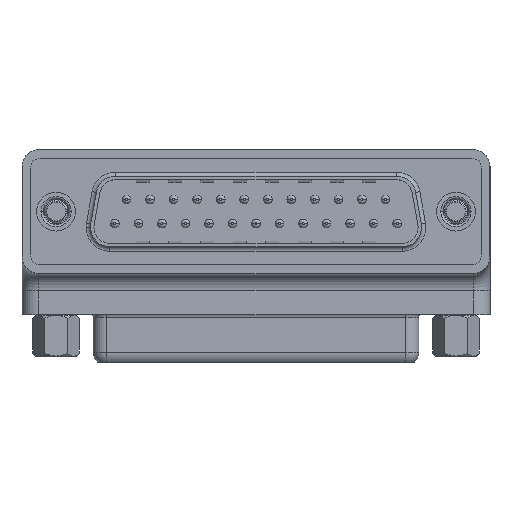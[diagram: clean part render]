
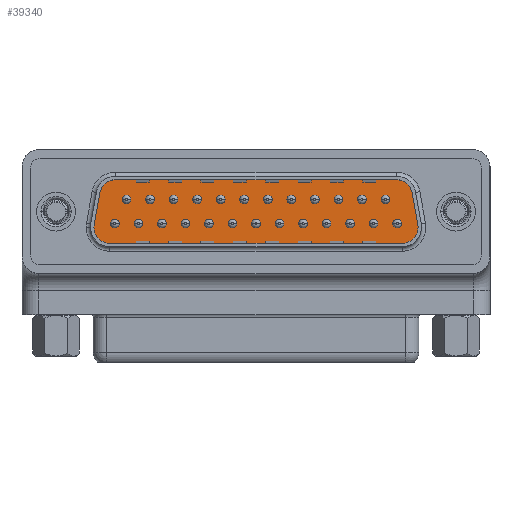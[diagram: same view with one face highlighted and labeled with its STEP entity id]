
A CAD part, top view. The second image highlights one B-rep face of the part: STEP entity #39340.
In plain terms, the highlighted planar face has unit normal (0, 0, 1).
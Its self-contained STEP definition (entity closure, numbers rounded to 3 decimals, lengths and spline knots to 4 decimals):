
#1375 = LINE ( 'NONE', #86415, #1382 ) ;
#1380 = CIRCLE ( 'NONE', #100928, 0.09 ) ;
#1382 = VECTOR ( 'NONE', #86413, 39.3701 ) ;
#1383 = LINE ( 'NONE', #86447, #1386 ) ;
#1386 = VECTOR ( 'NONE', #86450, 39.3701 ) ;
#1388 = CIRCLE ( 'NONE', #100932, 0.09 ) ;
#1393 = LINE ( 'NONE', #86478, #1396 ) ;
#1396 = VECTOR ( 'NONE', #86480, 39.3701 ) ;
#1398 = CIRCLE ( 'NONE', #100936, 0.09 ) ;
#1401 = LINE ( 'NONE', #86504, #1404 ) ;
#1404 = VECTOR ( 'NONE', #86506, 39.3701 ) ;
#1405 = CIRCLE ( 'NONE', #100940, 0.09 ) ;
#29583 = ORIENTED_EDGE ( 'NONE', *, *, #31237, .T. ) ;
#29584 = ORIENTED_EDGE ( 'NONE', *, *, #49491, .T. ) ;
#29585 = ORIENTED_EDGE ( 'NONE', *, *, #49447, .T. ) ;
#29586 = ORIENTED_EDGE ( 'NONE', *, *, #49455, .T. ) ;
#29587 = ORIENTED_EDGE ( 'NONE', *, *, #49461, .T. ) ;
#29588 = ORIENTED_EDGE ( 'NONE', *, *, #49469, .T. ) ;
#29589 = ORIENTED_EDGE ( 'NONE', *, *, #49476, .T. ) ;
#29590 = ORIENTED_EDGE ( 'NONE', *, *, #49483, .T. ) ;
#29591 = ORIENTED_EDGE ( 'NONE', *, *, #49487, .T. ) ;
#31237 = EDGE_CURVE ( 'NONE', #45933, #45931, #50534, .T. ) ;
#38489 = EDGE_LOOP ( 'NONE', ( #29583, #29584, #29585, #29586, #29587, #29588, #29589, #29590, #29591 ) ) ;
#39340 = ADVANCED_FACE ( 'NONE', ( #42124 ), #43794, .T. ) ;
#42124 = FACE_OUTER_BOUND ( 'NONE', #38489, .T. ) ;
#43783 = CARTESIAN_POINT ( 'NONE',  ( 0.7015, 0.097, -0.016 ) ) ;
#43794 = PLANE ( 'NONE',  #78574 ) ;
#43799 = DIRECTION ( 'NONE',  ( 0., 0., 1. ) ) ;
#43801 = DIRECTION ( 'NONE',  ( 1., 0., 0. ) ) ;
#45853 = VERTEX_POINT ( 'NONE', #86121 ) ;
#45857 = VERTEX_POINT ( 'NONE', #86125 ) ;
#45861 = VERTEX_POINT ( 'NONE', #86129 ) ;
#45865 = VERTEX_POINT ( 'NONE', #86133 ) ;
#45871 = VERTEX_POINT ( 'NONE', #86138 ) ;
#45891 = VERTEX_POINT ( 'NONE', #86155 ) ;
#45893 = VERTEX_POINT ( 'NONE', #86157 ) ;
#45931 = VERTEX_POINT ( 'NONE', #86192 ) ;
#45933 = VERTEX_POINT ( 'NONE', #86193 ) ;
#49447 = EDGE_CURVE ( 'NONE', #45893, #45871, #1375, .T. ) ;
#49455 = EDGE_CURVE ( 'NONE', #45871, #45891, #1380, .T. ) ;
#49461 = EDGE_CURVE ( 'NONE', #45891, #45865, #1383, .T. ) ;
#49469 = EDGE_CURVE ( 'NONE', #45865, #45861, #1388, .T. ) ;
#49476 = EDGE_CURVE ( 'NONE', #45861, #45857, #1393, .T. ) ;
#49483 = EDGE_CURVE ( 'NONE', #45857, #45853, #1398, .T. ) ;
#49487 = EDGE_CURVE ( 'NONE', #45853, #45933, #1401, .T. ) ;
#49491 = EDGE_CURVE ( 'NONE', #45931, #45893, #1405, .T. ) ;
#50534 = CIRCLE ( 'NONE', #69251, 0.09 ) ;
#69251 = AXIS2_PLACEMENT_3D ( 'NONE', #111963, #111964, #111965 ) ;
#78574 = AXIS2_PLACEMENT_3D ( 'NONE', #43783, #43799, #43801 ) ;
#86121 = CARTESIAN_POINT ( 'NONE',  ( 0.7668, -0.1216, -0.016 ) ) ;
#86125 = CARTESIAN_POINT ( 'NONE',  ( 0.6781, -0.196, -0.016 ) ) ;
#86129 = CARTESIAN_POINT ( 'NONE',  ( -0.6781, -0.196, -0.016 ) ) ;
#86133 = CARTESIAN_POINT ( 'NONE',  ( -0.7668, -0.1216, -0.016 ) ) ;
#86138 = CARTESIAN_POINT ( 'NONE',  ( -0.7155, 0.196, -0.016 ) ) ;
#86155 = CARTESIAN_POINT ( 'NONE',  ( -0.8041, 0.0904, -0.016 ) ) ;
#86157 = CARTESIAN_POINT ( 'NONE',  ( 0.7155, 0.196, -0.016 ) ) ;
#86192 = CARTESIAN_POINT ( 'NONE',  ( 0.8055, 0.106, -0.016 ) ) ;
#86193 = CARTESIAN_POINT ( 'NONE',  ( 0.8041, 0.0904, -0.016 ) ) ;
#86413 = DIRECTION ( 'NONE',  ( -1., 0., 0. ) ) ;
#86415 = CARTESIAN_POINT ( 'NONE',  ( -0.7155, 0.196, -0.016 ) ) ;
#86437 = CARTESIAN_POINT ( 'NONE',  ( -0.7155, 0.106, -0.016 ) ) ;
#86439 = DIRECTION ( 'NONE',  ( 0., 0., 1. ) ) ;
#86441 = DIRECTION ( 'NONE',  ( 1., 0., 0. ) ) ;
#86447 = CARTESIAN_POINT ( 'NONE',  ( -0.7668, -0.1216, -0.016 ) ) ;
#86450 = DIRECTION ( 'NONE',  ( 0.174, -0.985, 0. ) ) ;
#86468 = CARTESIAN_POINT ( 'NONE',  ( -0.6781, -0.106, -0.016 ) ) ;
#86469 = DIRECTION ( 'NONE',  ( 0., 0., 1. ) ) ;
#86471 = DIRECTION ( 'NONE',  ( 1., 0., 0. ) ) ;
#86478 = CARTESIAN_POINT ( 'NONE',  ( 0.6781, -0.196, -0.016 ) ) ;
#86480 = DIRECTION ( 'NONE',  ( 1., 0., 0. ) ) ;
#86498 = CARTESIAN_POINT ( 'NONE',  ( 0.6781, -0.106, -0.016 ) ) ;
#86500 = DIRECTION ( 'NONE',  ( 0., 0., 1. ) ) ;
#86502 = DIRECTION ( 'NONE',  ( 1., 0., 0. ) ) ;
#86504 = CARTESIAN_POINT ( 'NONE',  ( 0.8041, 0.0904, -0.016 ) ) ;
#86506 = DIRECTION ( 'NONE',  ( 0.174, 0.985, 0. ) ) ;
#86520 = CARTESIAN_POINT ( 'NONE',  ( 0.7155, 0.106, -0.016 ) ) ;
#86521 = DIRECTION ( 'NONE',  ( 0., 0., 1. ) ) ;
#86523 = DIRECTION ( 'NONE',  ( 1., 0., 0. ) ) ;
#100928 = AXIS2_PLACEMENT_3D ( 'NONE', #86437, #86439, #86441 ) ;
#100932 = AXIS2_PLACEMENT_3D ( 'NONE', #86468, #86469, #86471 ) ;
#100936 = AXIS2_PLACEMENT_3D ( 'NONE', #86498, #86500, #86502 ) ;
#100940 = AXIS2_PLACEMENT_3D ( 'NONE', #86520, #86521, #86523 ) ;
#111963 = CARTESIAN_POINT ( 'NONE',  ( 0.7155, 0.106, -0.016 ) ) ;
#111964 = DIRECTION ( 'NONE',  ( 0., 0., 1. ) ) ;
#111965 = DIRECTION ( 'NONE',  ( 1., 0., 0. ) ) ;
